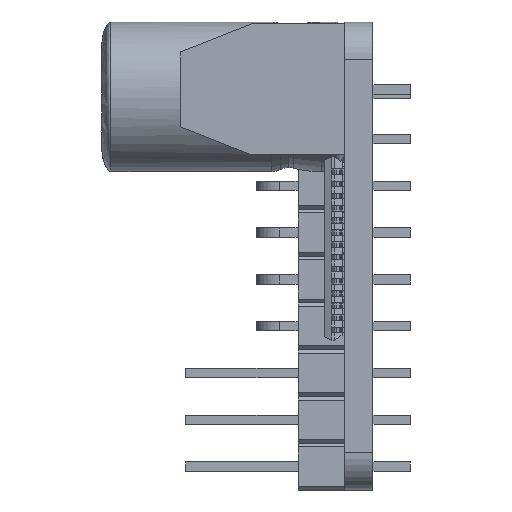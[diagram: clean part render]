
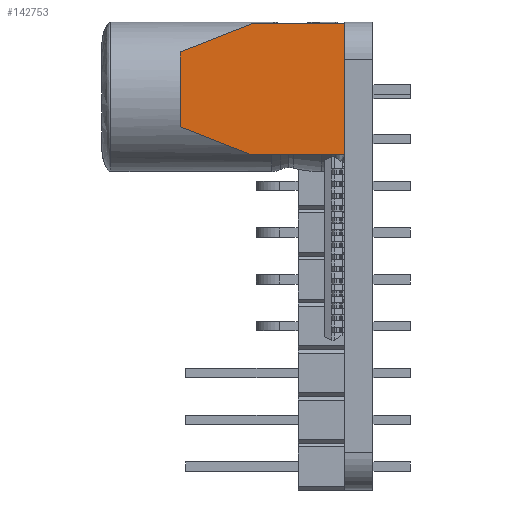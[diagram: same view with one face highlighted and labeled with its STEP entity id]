
A CAD part, left-side view. The second image highlights one B-rep face of the part: STEP entity #142753.
In plain terms, the highlighted free-form (B-spline) face has degree [1, 1] with [2, 2] control points.
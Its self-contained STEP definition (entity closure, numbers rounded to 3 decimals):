
#142753 = ADVANCED_FACE('',(#142754),#142768,.T.);
#142754 = FACE_BOUND('',#142755,.T.);
#142755 = EDGE_LOOP('',(#142756,#142778,#142793,#142808,#142823,#142838)
  );
#142756 = ORIENTED_EDGE('',*,*,#142757,.T.);
#142757 = EDGE_CURVE('',#142758,#142760,#142762,.T.);
#142758 = VERTEX_POINT('',#142759);
#142759 = CARTESIAN_POINT('',(-3.5,8.8,10.5));
#142760 = VERTEX_POINT('',#142761);
#142761 = CARTESIAN_POINT('',(-3.5,5.,12.));
#142762 = SURFACE_CURVE('',#142763,(#142767),.PCURVE_S1.);
#142763 = LINE('',#142764,#142765);
#142764 = CARTESIAN_POINT('',(-3.5,8.8,10.5));
#142765 = VECTOR('',#142766,1.);
#142766 = DIRECTION('',(0.,-0.93,0.367));
#142767 = PCURVE('',#142768,#142773);
#142768 = B_SPLINE_SURFACE_WITH_KNOTS('',1,1,(
    (#142769,#142770)
    ,(#142771,#142772
    )),.UNSPECIFIED.,.F.,.F.,.F.,(2,2),(2,2),(0.,1.),(0.,1.),
  .PIECEWISE_BEZIER_KNOTS.);
#142769 = CARTESIAN_POINT('',(-3.5,0.,12.));
#142770 = CARTESIAN_POINT('',(-3.5,8.8,12.));
#142771 = CARTESIAN_POINT('',(-3.5,0.,5.));
#142772 = CARTESIAN_POINT('',(-3.5,8.8,5.));
#142773 = DEFINITIONAL_REPRESENTATION('',(#142774),#142777);
#142774 = B_SPLINE_CURVE_WITH_KNOTS('',1,(#142775,#142776),
  .UNSPECIFIED.,.F.,.F.,(2,2),(0.,4.085),
  .PIECEWISE_BEZIER_KNOTS.);
#142775 = CARTESIAN_POINT('',(0.214,1.));
#142776 = CARTESIAN_POINT('',(0.,0.568));
#142777 = ( GEOMETRIC_REPRESENTATION_CONTEXT(2) 
PARAMETRIC_REPRESENTATION_CONTEXT() REPRESENTATION_CONTEXT('2D SPACE',''
  ) );
#142778 = ORIENTED_EDGE('',*,*,#142779,.T.);
#142779 = EDGE_CURVE('',#142760,#142780,#142782,.T.);
#142780 = VERTEX_POINT('',#142781);
#142781 = CARTESIAN_POINT('',(-3.5,0.,12.));
#142782 = SURFACE_CURVE('',#142783,(#142787),.PCURVE_S1.);
#142783 = LINE('',#142784,#142785);
#142784 = CARTESIAN_POINT('',(-3.5,5.,12.));
#142785 = VECTOR('',#142786,1.);
#142786 = DIRECTION('',(0.,-1.,0.));
#142787 = PCURVE('',#142768,#142788);
#142788 = DEFINITIONAL_REPRESENTATION('',(#142789),#142792);
#142789 = B_SPLINE_CURVE_WITH_KNOTS('',1,(#142790,#142791),
  .UNSPECIFIED.,.F.,.F.,(2,2),(0.,5.),.PIECEWISE_BEZIER_KNOTS.);
#142790 = CARTESIAN_POINT('',(0.,0.568));
#142791 = CARTESIAN_POINT('',(0.,0.));
#142792 = ( GEOMETRIC_REPRESENTATION_CONTEXT(2) 
PARAMETRIC_REPRESENTATION_CONTEXT() REPRESENTATION_CONTEXT('2D SPACE',''
  ) );
#142793 = ORIENTED_EDGE('',*,*,#142794,.T.);
#142794 = EDGE_CURVE('',#142780,#142795,#142797,.T.);
#142795 = VERTEX_POINT('',#142796);
#142796 = CARTESIAN_POINT('',(-3.5,0.,5.));
#142797 = SURFACE_CURVE('',#142798,(#142802),.PCURVE_S1.);
#142798 = LINE('',#142799,#142800);
#142799 = CARTESIAN_POINT('',(-3.5,0.,12.));
#142800 = VECTOR('',#142801,1.);
#142801 = DIRECTION('',(0.,0.,-1.));
#142802 = PCURVE('',#142768,#142803);
#142803 = DEFINITIONAL_REPRESENTATION('',(#142804),#142807);
#142804 = B_SPLINE_CURVE_WITH_KNOTS('',1,(#142805,#142806),
  .UNSPECIFIED.,.F.,.F.,(2,2),(0.,7.),.PIECEWISE_BEZIER_KNOTS.);
#142805 = CARTESIAN_POINT('',(0.,0.));
#142806 = CARTESIAN_POINT('',(1.,0.));
#142807 = ( GEOMETRIC_REPRESENTATION_CONTEXT(2) 
PARAMETRIC_REPRESENTATION_CONTEXT() REPRESENTATION_CONTEXT('2D SPACE',''
  ) );
#142808 = ORIENTED_EDGE('',*,*,#142809,.T.);
#142809 = EDGE_CURVE('',#142795,#142810,#142812,.T.);
#142810 = VERTEX_POINT('',#142811);
#142811 = CARTESIAN_POINT('',(-3.5,5.,5.));
#142812 = SURFACE_CURVE('',#142813,(#142817),.PCURVE_S1.);
#142813 = LINE('',#142814,#142815);
#142814 = CARTESIAN_POINT('',(-3.5,0.,5.));
#142815 = VECTOR('',#142816,1.);
#142816 = DIRECTION('',(0.,1.,0.));
#142817 = PCURVE('',#142768,#142818);
#142818 = DEFINITIONAL_REPRESENTATION('',(#142819),#142822);
#142819 = B_SPLINE_CURVE_WITH_KNOTS('',1,(#142820,#142821),
  .UNSPECIFIED.,.F.,.F.,(2,2),(0.,5.),.PIECEWISE_BEZIER_KNOTS.);
#142820 = CARTESIAN_POINT('',(1.,0.));
#142821 = CARTESIAN_POINT('',(1.,0.568));
#142822 = ( GEOMETRIC_REPRESENTATION_CONTEXT(2) 
PARAMETRIC_REPRESENTATION_CONTEXT() REPRESENTATION_CONTEXT('2D SPACE',''
  ) );
#142823 = ORIENTED_EDGE('',*,*,#142824,.T.);
#142824 = EDGE_CURVE('',#142810,#142825,#142827,.T.);
#142825 = VERTEX_POINT('',#142826);
#142826 = CARTESIAN_POINT('',(-3.5,8.8,6.5));
#142827 = SURFACE_CURVE('',#142828,(#142832),.PCURVE_S1.);
#142828 = LINE('',#142829,#142830);
#142829 = CARTESIAN_POINT('',(-3.5,5.,5.));
#142830 = VECTOR('',#142831,1.);
#142831 = DIRECTION('',(0.,0.93,0.367));
#142832 = PCURVE('',#142768,#142833);
#142833 = DEFINITIONAL_REPRESENTATION('',(#142834),#142837);
#142834 = B_SPLINE_CURVE_WITH_KNOTS('',1,(#142835,#142836),
  .UNSPECIFIED.,.F.,.F.,(2,2),(0.,4.085),
  .PIECEWISE_BEZIER_KNOTS.);
#142835 = CARTESIAN_POINT('',(1.,0.568));
#142836 = CARTESIAN_POINT('',(0.786,1.));
#142837 = ( GEOMETRIC_REPRESENTATION_CONTEXT(2) 
PARAMETRIC_REPRESENTATION_CONTEXT() REPRESENTATION_CONTEXT('2D SPACE',''
  ) );
#142838 = ORIENTED_EDGE('',*,*,#142839,.T.);
#142839 = EDGE_CURVE('',#142825,#142758,#142840,.T.);
#142840 = SURFACE_CURVE('',#142841,(#142845),.PCURVE_S1.);
#142841 = LINE('',#142842,#142843);
#142842 = CARTESIAN_POINT('',(-3.5,8.8,6.5));
#142843 = VECTOR('',#142844,1.);
#142844 = DIRECTION('',(0.,0.,1.));
#142845 = PCURVE('',#142768,#142846);
#142846 = DEFINITIONAL_REPRESENTATION('',(#142847),#142850);
#142847 = B_SPLINE_CURVE_WITH_KNOTS('',1,(#142848,#142849),
  .UNSPECIFIED.,.F.,.F.,(2,2),(0.,4.),.PIECEWISE_BEZIER_KNOTS.);
#142848 = CARTESIAN_POINT('',(0.786,1.));
#142849 = CARTESIAN_POINT('',(0.214,1.));
#142850 = ( GEOMETRIC_REPRESENTATION_CONTEXT(2) 
PARAMETRIC_REPRESENTATION_CONTEXT() REPRESENTATION_CONTEXT('2D SPACE',''
  ) );
